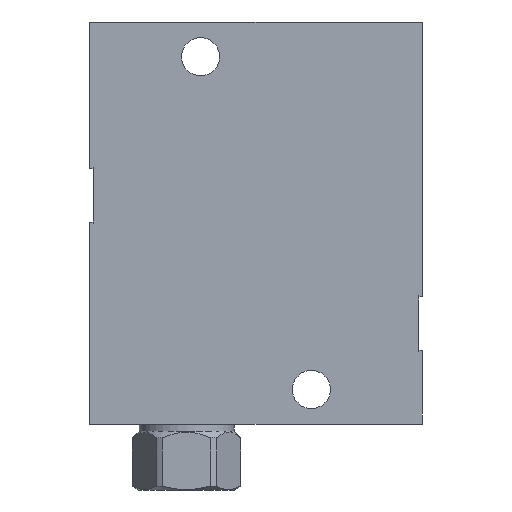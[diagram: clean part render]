
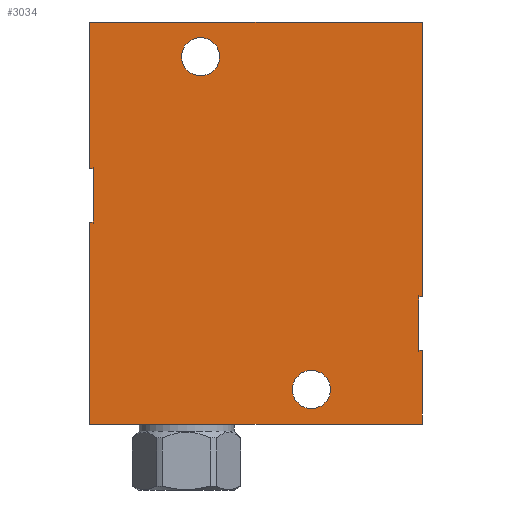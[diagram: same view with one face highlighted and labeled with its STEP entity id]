
A CAD part, front view. The second image highlights one B-rep face of the part: STEP entity #3034.
In plain terms, the highlighted planar face has unit normal (0, -1, 0).
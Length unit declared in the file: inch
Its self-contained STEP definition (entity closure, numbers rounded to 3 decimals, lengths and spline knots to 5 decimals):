
#5=DIRECTION('',(1.,0.,0.));
#6=VECTOR('',#5,3.);
#7=CARTESIAN_POINT('',(0.,-1.25,0.));
#8=LINE('',#7,#6);
#1237=CARTESIAN_POINT('',(1.,-1.25,3.312));
#1238=DIRECTION('',(0.,-1.,0.));
#1239=DIRECTION('',(-1.,0.,0.));
#1240=AXIS2_PLACEMENT_3D('',#1237,#1238,#1239);
#1242=CARTESIAN_POINT('',(1.,-1.25,3.312));
#1243=DIRECTION('',(0.,-1.,0.));
#1244=DIRECTION('',(1.,0.,0.));
#1245=AXIS2_PLACEMENT_3D('',#1242,#1243,#1244);
#1247=CARTESIAN_POINT('',(2.,-1.25,0.312));
#1248=DIRECTION('',(0.,-1.,0.));
#1249=DIRECTION('',(-1.,0.,0.));
#1250=AXIS2_PLACEMENT_3D('',#1247,#1248,#1249);
#1252=CARTESIAN_POINT('',(2.,-1.25,0.312));
#1253=DIRECTION('',(0.,-1.,0.));
#1254=DIRECTION('',(1.,0.,0.));
#1255=AXIS2_PLACEMENT_3D('',#1252,#1253,#1254);
#1257=DIRECTION('',(0.,0.,-1.));
#1258=VECTOR('',#1257,0.48002);
#1259=CARTESIAN_POINT('',(0.032,-1.25,2.30201));
#1260=LINE('',#1259,#1258);
#1261=DIRECTION('',(1.,0.,0.));
#1262=VECTOR('',#1261,0.032);
#1263=CARTESIAN_POINT('',(0.,-1.25,2.30201));
#1264=LINE('',#1263,#1262);
#1265=DIRECTION('',(0.,0.,1.));
#1266=VECTOR('',#1265,1.32299);
#1267=CARTESIAN_POINT('',(0.,-1.25,2.30201));
#1268=LINE('',#1267,#1266);
#1269=DIRECTION('',(-1.,0.,0.));
#1270=VECTOR('',#1269,0.032);
#1271=CARTESIAN_POINT('',(3.,-1.25,1.14601));
#1272=LINE('',#1271,#1270);
#1273=DIRECTION('',(0.,0.,-1.));
#1274=VECTOR('',#1273,0.48002);
#1275=CARTESIAN_POINT('',(2.968,-1.25,1.14601));
#1276=LINE('',#1275,#1274);
#1277=DIRECTION('',(-1.,0.,0.));
#1278=VECTOR('',#1277,0.032);
#1279=CARTESIAN_POINT('',(3.,-1.25,0.66599));
#1280=LINE('',#1279,#1278);
#1281=DIRECTION('',(0.,0.,1.));
#1282=VECTOR('',#1281,1.82199);
#1283=CARTESIAN_POINT('',(0.,-1.25,0.));
#1284=LINE('',#1283,#1282);
#1285=DIRECTION('',(1.,0.,0.));
#1286=VECTOR('',#1285,0.032);
#1287=CARTESIAN_POINT('',(0.,-1.25,1.82199));
#1288=LINE('',#1287,#1286);
#1317=DIRECTION('',(1.,0.,0.));
#1318=VECTOR('',#1317,3.);
#1319=CARTESIAN_POINT('',(0.,-1.25,3.625));
#1320=LINE('',#1319,#1318);
#1346=DIRECTION('',(0.,0.,1.));
#1347=VECTOR('',#1346,0.66599);
#1348=CARTESIAN_POINT('',(3.,-1.25,0.));
#1349=LINE('',#1348,#1347);
#1355=DIRECTION('',(0.,0.,1.));
#1356=VECTOR('',#1355,2.47899);
#1357=CARTESIAN_POINT('',(3.,-1.25,1.14601));
#1358=LINE('',#1357,#1356);
#1784=CARTESIAN_POINT('',(0.,-1.25,0.));
#1786=VERTEX_POINT('',#1784);
#1787=CARTESIAN_POINT('',(3.,-1.25,0.));
#1788=VERTEX_POINT('',#1787);
#1792=CARTESIAN_POINT('',(0.,-1.25,3.625));
#1794=VERTEX_POINT('',#1792);
#1795=CARTESIAN_POINT('',(3.,-1.25,3.625));
#1796=VERTEX_POINT('',#1795);
#1896=CARTESIAN_POINT('',(2.968,-1.25,0.66599));
#1898=VERTEX_POINT('',#1896);
#1900=CARTESIAN_POINT('',(2.968,-1.25,1.14601));
#1902=VERTEX_POINT('',#1900);
#1903=CARTESIAN_POINT('',(3.,-1.25,0.66599));
#1904=VERTEX_POINT('',#1903);
#1905=CARTESIAN_POINT('',(3.,-1.25,1.14601));
#1906=VERTEX_POINT('',#1905);
#1936=CARTESIAN_POINT('',(0.828,-1.25,3.312));
#1937=CARTESIAN_POINT('',(1.172,-1.25,3.312));
#1938=VERTEX_POINT('',#1936);
#1939=VERTEX_POINT('',#1937);
#1944=CARTESIAN_POINT('',(1.828,-1.25,0.312));
#1945=CARTESIAN_POINT('',(2.172,-1.25,0.312));
#1946=VERTEX_POINT('',#1944);
#1947=VERTEX_POINT('',#1945);
#1967=CARTESIAN_POINT('',(0.032,-1.25,1.82199));
#1969=VERTEX_POINT('',#1967);
#1970=CARTESIAN_POINT('',(0.032,-1.25,2.30201));
#1971=VERTEX_POINT('',#1970);
#1972=CARTESIAN_POINT('',(0.,-1.25,2.30201));
#1973=VERTEX_POINT('',#1972);
#1974=CARTESIAN_POINT('',(0.,-1.25,1.82199));
#1975=VERTEX_POINT('',#1974);
#2998=CARTESIAN_POINT('',(0.,-1.25,0.));
#2999=DIRECTION('',(0.,-1.,0.));
#3000=DIRECTION('',(1.,0.,0.));
#3001=AXIS2_PLACEMENT_3D('',#2998,#2999,#3000);
#3002=PLANE('',#3001);
#3003=ORIENTED_EDGE('',*,*,#2140,.F.);
#3004=ORIENTED_EDGE('',*,*,#2122,.F.);
#3005=ORIENTED_EDGE('',*,*,#2096,.T.);
#3007=ORIENTED_EDGE('',*,*,#3006,.T.);
#3009=ORIENTED_EDGE('',*,*,#3008,.F.);
#3011=ORIENTED_EDGE('',*,*,#3010,.T.);
#3013=ORIENTED_EDGE('',*,*,#3012,.T.);
#3015=ORIENTED_EDGE('',*,*,#3014,.F.);
#3017=ORIENTED_EDGE('',*,*,#3016,.F.);
#3018=ORIENTED_EDGE('',*,*,#2055,.F.);
#3019=ORIENTED_EDGE('',*,*,#2077,.T.);
#3020=ORIENTED_EDGE('',*,*,#2108,.T.);
#3021=EDGE_LOOP('',(#3003,#3004,#3005,#3007,#3009,#3011,#3013,#3015,#3017,#3018,
#3019,#3020));
#3022=FACE_OUTER_BOUND('',#3021,.F.);
#3024=ORIENTED_EDGE('',*,*,#3023,.T.);
#3026=ORIENTED_EDGE('',*,*,#3025,.T.);
#3027=EDGE_LOOP('',(#3024,#3026));
#3028=FACE_BOUND('',#3027,.F.);
#3029=ORIENTED_EDGE('',*,*,#2988,.T.);
#3031=ORIENTED_EDGE('',*,*,#3030,.T.);
#3032=EDGE_LOOP('',(#3029,#3031));
#3033=FACE_BOUND('',#3032,.F.);
#3034=ADVANCED_FACE('',(#3022,#3028,#3033),#3002,.T.);
#1241=CIRCLE('',#1240,0.172);
#1246=CIRCLE('',#1245,0.172);
#1251=CIRCLE('',#1250,0.172);
#1256=CIRCLE('',#1255,0.172);
#2055=EDGE_CURVE('',#1786,#1788,#8,.T.);
#2077=EDGE_CURVE('',#1786,#1975,#1284,.T.);
#2096=EDGE_CURVE('',#1973,#1794,#1268,.T.);
#2108=EDGE_CURVE('',#1975,#1969,#1288,.T.);
#2122=EDGE_CURVE('',#1973,#1971,#1264,.T.);
#2140=EDGE_CURVE('',#1971,#1969,#1260,.T.);
#2988=EDGE_CURVE('',#1938,#1939,#1241,.T.);
#3006=EDGE_CURVE('',#1794,#1796,#1320,.T.);
#3008=EDGE_CURVE('',#1906,#1796,#1358,.T.);
#3010=EDGE_CURVE('',#1906,#1902,#1272,.T.);
#3012=EDGE_CURVE('',#1902,#1898,#1276,.T.);
#3014=EDGE_CURVE('',#1904,#1898,#1280,.T.);
#3016=EDGE_CURVE('',#1788,#1904,#1349,.T.);
#3023=EDGE_CURVE('',#1946,#1947,#1251,.T.);
#3025=EDGE_CURVE('',#1947,#1946,#1256,.T.);
#3030=EDGE_CURVE('',#1939,#1938,#1246,.T.);
